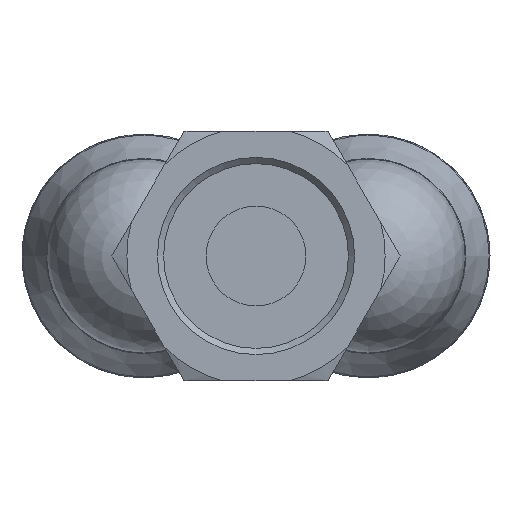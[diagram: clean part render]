
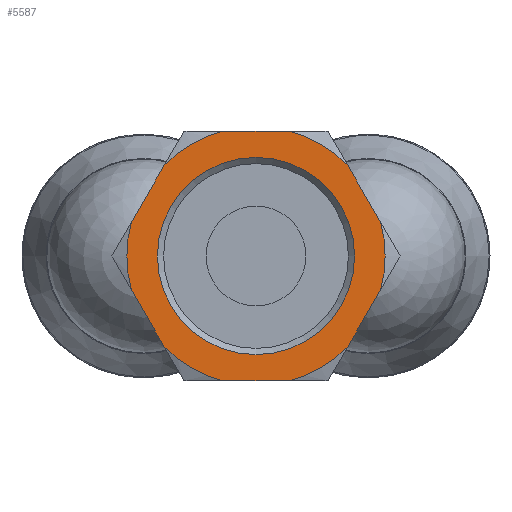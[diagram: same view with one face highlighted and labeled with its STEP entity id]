
A CAD part, front view. The second image highlights one B-rep face of the part: STEP entity #5587.
In plain terms, the highlighted face is planar.
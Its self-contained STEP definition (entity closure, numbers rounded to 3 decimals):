
#5452=CARTESIAN_POINT('',(-29.3,0.,-7.9));
#5453=VERTEX_POINT('',#5452);
#5454=CARTESIAN_POINT('',(-29.3,0.,0.0));
#5455=DIRECTION('',(-1.0,0.0,0.0));
#5456=DIRECTION('',(0.0,0.0,1.0));
#5457=AXIS2_PLACEMENT_3D('',#5454,#5455,#5456);
#5458=CIRCLE('',#5457,7.9);
#5459=EDGE_CURVE('',#5453,#5453,#5458,.T.);
#5475=CARTESIAN_POINT('',(-29.3,8.737,0.0));
#5476=DIRECTION('',(-1.0,0.0,0.0));
#5477=DIRECTION('',(0.0,0.0,1.0));
#5478=AXIS2_PLACEMENT_3D('',#5475,#5476,#5477);
#5479=PLANE('',#5478);
#5480=CARTESIAN_POINT('',(-29.3,9.989,2.699));
#5481=VERTEX_POINT('',#5480);
#5482=CARTESIAN_POINT('',(-29.3,9.989,-2.699));
#5483=VERTEX_POINT('',#5482);
#5484=CARTESIAN_POINT('',(-29.3,0.,0.0));
#5485=DIRECTION('',(-1.0,0.0,0.0));
#5486=DIRECTION('',(0.0,1.0,0.0));
#5487=AXIS2_PLACEMENT_3D('',#5484,#5485,#5486);
#5488=CIRCLE('',#5487,10.347);
#5489=EDGE_CURVE('',#5481,#5483,#5488,.T.);
#5490=ORIENTED_EDGE('',*,*,#5489,.T.);
#5491=CARTESIAN_POINT('',(-29.3,7.332,-7.301));
#5492=VERTEX_POINT('',#5491);
#5493=CARTESIAN_POINT('',(-29.3,7.332,-7.301));
#5494=DIRECTION('',(0.0,0.5,0.866));
#5495=VECTOR('',#5494,5.314);
#5496=LINE('',#5493,#5495);
#5497=EDGE_CURVE('',#5492,#5483,#5496,.T.);
#5498=ORIENTED_EDGE('',*,*,#5497,.F.);
#5499=CARTESIAN_POINT('',(-29.3,2.657,-10.));
#5500=VERTEX_POINT('',#5499);
#5501=CARTESIAN_POINT('',(-29.3,0.,0.0));
#5502=DIRECTION('',(-1.0,0.0,0.0));
#5503=DIRECTION('',(0.0,1.0,0.0));
#5504=AXIS2_PLACEMENT_3D('',#5501,#5502,#5503);
#5505=CIRCLE('',#5504,10.347);
#5506=EDGE_CURVE('',#5492,#5500,#5505,.T.);
#5507=ORIENTED_EDGE('',*,*,#5506,.T.);
#5508=CARTESIAN_POINT('',(-29.3,-2.657,-10.));
#5509=VERTEX_POINT('',#5508);
#5510=CARTESIAN_POINT('',(-29.3,-2.657,-10.));
#5511=DIRECTION('',(0.0,1.0,0.0));
#5512=VECTOR('',#5511,5.314);
#5513=LINE('',#5510,#5512);
#5514=EDGE_CURVE('',#5509,#5500,#5513,.T.);
#5515=ORIENTED_EDGE('',*,*,#5514,.F.);
#5516=CARTESIAN_POINT('',(-29.3,-7.332,-7.301));
#5517=VERTEX_POINT('',#5516);
#5518=CARTESIAN_POINT('',(-29.3,0.,0.0));
#5519=DIRECTION('',(-1.0,0.0,0.0));
#5520=DIRECTION('',(0.0,1.0,0.0));
#5521=AXIS2_PLACEMENT_3D('',#5518,#5519,#5520);
#5522=CIRCLE('',#5521,10.347);
#5523=EDGE_CURVE('',#5509,#5517,#5522,.T.);
#5524=ORIENTED_EDGE('',*,*,#5523,.T.);
#5525=CARTESIAN_POINT('',(-29.3,-9.989,-2.699));
#5526=VERTEX_POINT('',#5525);
#5527=CARTESIAN_POINT('',(-29.3,-9.989,-2.699));
#5528=DIRECTION('',(0.0,0.5,-0.866));
#5529=VECTOR('',#5528,5.314);
#5530=LINE('',#5527,#5529);
#5531=EDGE_CURVE('',#5526,#5517,#5530,.T.);
#5532=ORIENTED_EDGE('',*,*,#5531,.F.);
#5533=CARTESIAN_POINT('',(-29.3,-9.989,2.699));
#5534=VERTEX_POINT('',#5533);
#5535=CARTESIAN_POINT('',(-29.3,0.,0.0));
#5536=DIRECTION('',(-1.0,0.0,0.0));
#5537=DIRECTION('',(0.0,1.0,0.0));
#5538=AXIS2_PLACEMENT_3D('',#5535,#5536,#5537);
#5539=CIRCLE('',#5538,10.347);
#5540=EDGE_CURVE('',#5526,#5534,#5539,.T.);
#5541=ORIENTED_EDGE('',*,*,#5540,.T.);
#5542=CARTESIAN_POINT('',(-29.3,-7.332,7.301));
#5543=VERTEX_POINT('',#5542);
#5544=CARTESIAN_POINT('',(-29.3,-7.332,7.301));
#5545=DIRECTION('',(0.0,-0.5,-0.866));
#5546=VECTOR('',#5545,5.314);
#5547=LINE('',#5544,#5546);
#5548=EDGE_CURVE('',#5543,#5534,#5547,.T.);
#5549=ORIENTED_EDGE('',*,*,#5548,.F.);
#5550=CARTESIAN_POINT('',(-29.3,-2.657,10.));
#5551=VERTEX_POINT('',#5550);
#5552=CARTESIAN_POINT('',(-29.3,0.,0.0));
#5553=DIRECTION('',(-1.0,0.0,0.0));
#5554=DIRECTION('',(0.0,1.0,0.0));
#5555=AXIS2_PLACEMENT_3D('',#5552,#5553,#5554);
#5556=CIRCLE('',#5555,10.347);
#5557=EDGE_CURVE('',#5543,#5551,#5556,.T.);
#5558=ORIENTED_EDGE('',*,*,#5557,.T.);
#5559=CARTESIAN_POINT('',(-29.3,2.657,10.));
#5560=VERTEX_POINT('',#5559);
#5561=CARTESIAN_POINT('',(-29.3,2.657,10.));
#5562=DIRECTION('',(0.0,-1.0,0.0));
#5563=VECTOR('',#5562,5.314);
#5564=LINE('',#5561,#5563);
#5565=EDGE_CURVE('',#5560,#5551,#5564,.T.);
#5566=ORIENTED_EDGE('',*,*,#5565,.F.);
#5567=CARTESIAN_POINT('',(-29.3,7.332,7.301));
#5568=VERTEX_POINT('',#5567);
#5569=CARTESIAN_POINT('',(-29.3,0.,0.0));
#5570=DIRECTION('',(-1.0,0.0,0.0));
#5571=DIRECTION('',(0.0,1.0,0.0));
#5572=AXIS2_PLACEMENT_3D('',#5569,#5570,#5571);
#5573=CIRCLE('',#5572,10.347);
#5574=EDGE_CURVE('',#5560,#5568,#5573,.T.);
#5575=ORIENTED_EDGE('',*,*,#5574,.T.);
#5576=CARTESIAN_POINT('',(-29.3,9.989,2.699));
#5577=DIRECTION('',(0.0,-0.5,0.866));
#5578=VECTOR('',#5577,5.314);
#5579=LINE('',#5576,#5578);
#5580=EDGE_CURVE('',#5481,#5568,#5579,.T.);
#5581=ORIENTED_EDGE('',*,*,#5580,.F.);
#5582=EDGE_LOOP('',(#5490,#5498,#5507,#5515,#5524,#5532,#5541,#5549,#5558,#5566,#5575,#5581));
#5583=FACE_OUTER_BOUND('',#5582,.T.);
#5584=ORIENTED_EDGE('',*,*,#5459,.F.);
#5585=EDGE_LOOP('',(#5584));
#5586=FACE_BOUND('',#5585,.T.);
#5587=ADVANCED_FACE('',(#5583,#5586),#5479,.T.);
